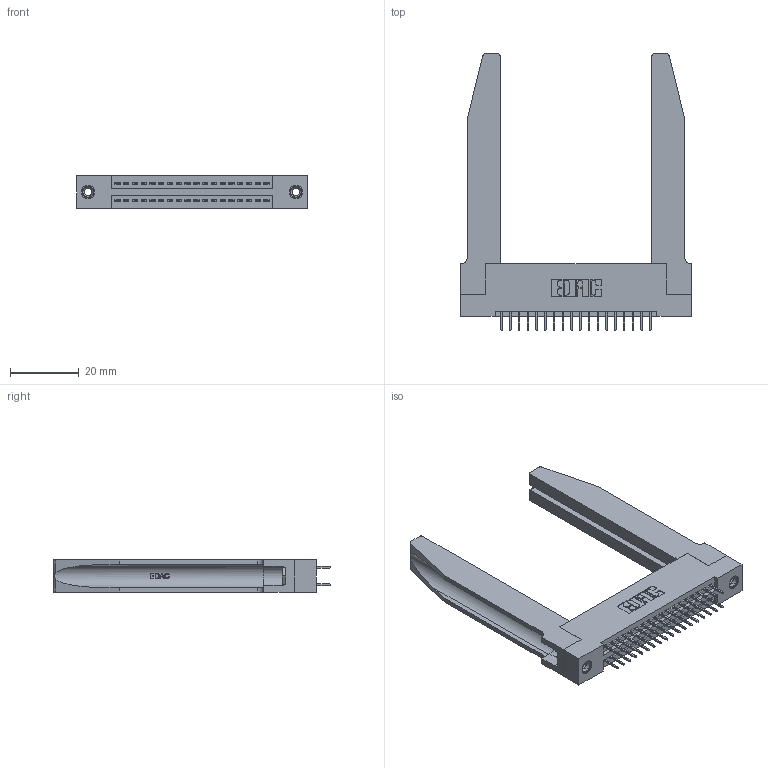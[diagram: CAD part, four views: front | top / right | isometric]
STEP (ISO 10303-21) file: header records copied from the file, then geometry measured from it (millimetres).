
FILE_DESCRIPTION (( 'STEP AP203' ), '1' );
FILE_NAME ('345-036-524-278.STEP', '2019-10-28T11:45:27', ( '' ), ( '' ), 'SwSTEP 2.0', 'SolidWorks 2016', '' );
FILE_SCHEMA (( 'CONFIG_CONTROL_DESIGN' ));
Length unit declared in the file: inch
Products named in the file (5): 345-036-524-278; 345-292-001_345-293-124; 345-250-001_345-250-001-102; 345-220-078_345-220-078; 345 Part_Flush Mounting Lugs - 0.156 Dia-TH
Assembly tree (41 placements, depth 2):
  345-036-524-278
    345 Part_Flush Mounting Lugs - 0.156 Dia-TH
    345-292-001_345-293-124  x36
    345-250-001_345-250-001-102  x2
    345-220-078_345-220-078  x2
Bounding box: 66.95 x 80.31 x 9.4 mm (x, y, z)
Volume: 13997.2 mm3; surface area: 15434 mm2
Topology: 41 solids, 41 shells, 2304 faces, 6457 edges, 4150 vertices
Faces by surface type: plane 1626, cylinder 626, bspline 36, cone 12, torus 4
Entity records: 22168 total; most frequent: CARTESIAN_POINT 4655, ORIENTED_EDGE 3486, DIRECTION 3129, EDGE_CURVE 1743, VECTOR 1449, LINE 1449, VERTEX_POINT 1152, AXIS2_PLACEMENT_3D 840
